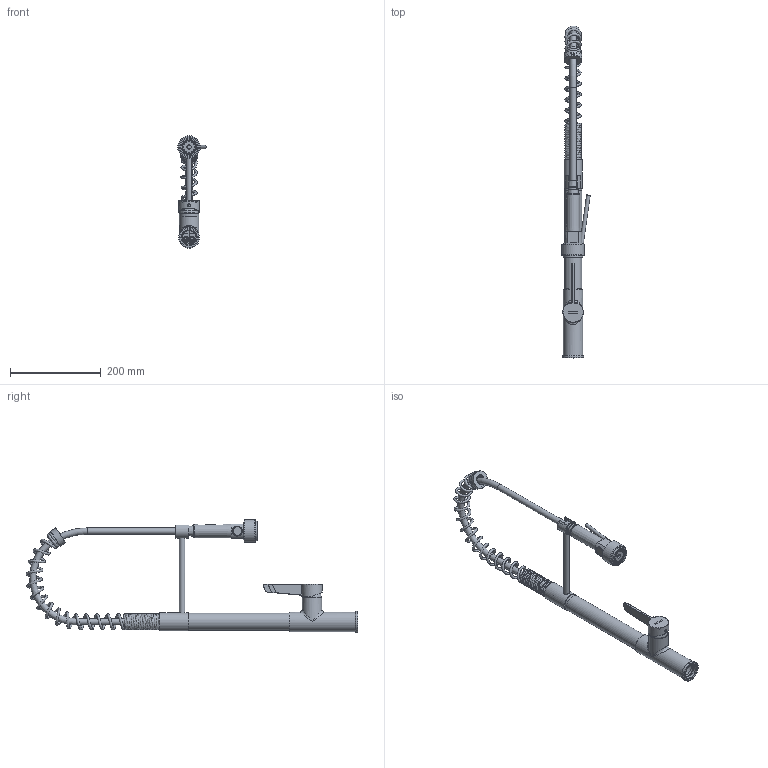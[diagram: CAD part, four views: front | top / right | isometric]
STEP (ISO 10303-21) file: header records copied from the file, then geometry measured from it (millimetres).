
FILE_DESCRIPTION (( 'STEP AP203' ), '1' );
FILE_NAME ('38EP03480.STEP', '2021-04-12T09:28:53', ( '' ), ( '' ), 'SwSTEP 2.0', 'SolidWorks 2018', '' );
FILE_SCHEMA (( 'CONFIG_CONTROL_DESIGN' ));
Length unit declared in the file: millimetre
Products named in the file (1): 38EP03480
Bounding box: 62.53 x 731.74 x 247.9 mm (x, y, z)
Volume: 536153.1 mm3; surface area: 312169.7 mm2
Topology: 28 solids, 28 shells, 676 faces, 1541 edges, 1003 vertices
Faces by surface type: plane 312, cylinder 215, bspline 57, cone 57, torus 34, sphere 1
Full cylindrical faces by diameter (mm): 0.9 x24, 4.2 x1, 4.7 x1, 5 x1, 5.1 x2, 5.5 x2, 6 x2, 7.5 x2, 7.6 x1, 8 x4, 9 x2, 9.5 x1, 10 x1, 10.5 x1, 10.6 x2, 11 x1, 12 x2, 12.5 x1, 13.95 x2, 14 x4, 15 x2, 15.8 x1, 16 x1, 17 x1, 18 x1, 18.5 x1, 19 x2, 19.1 x4, 19.3 x1, 19.5 x1
Entity records: 36984 total; most frequent: CARTESIAN_POINT 23504, DIRECTION 2612, ORIENTED_EDGE 2548, EDGE_CURVE 1274, AXIS2_PLACEMENT_3D 1066, EDGE_LOOP 1000, VERTEX_POINT 928, FACE_OUTER_BOUND 811
